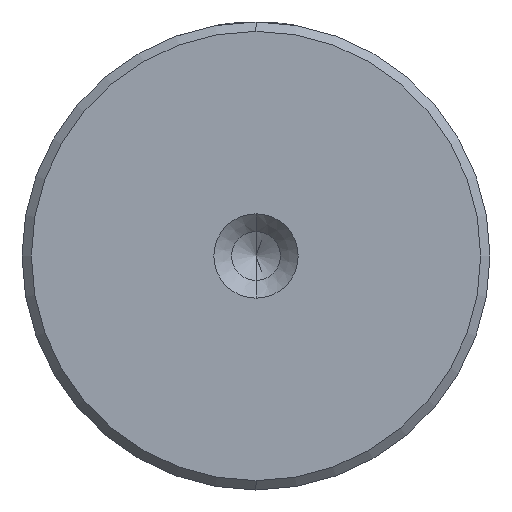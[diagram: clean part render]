
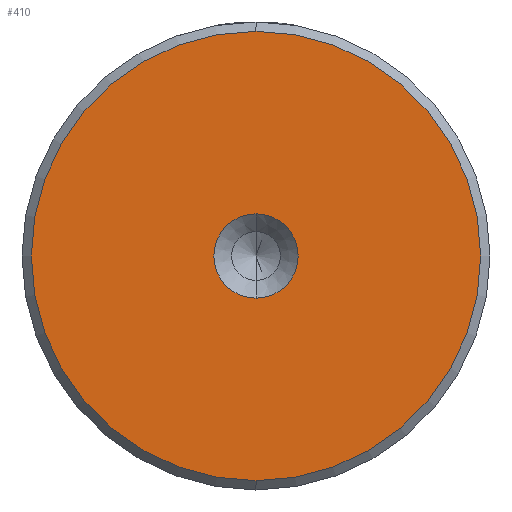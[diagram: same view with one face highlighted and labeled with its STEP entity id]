
A CAD part, left-side view. The second image highlights one B-rep face of the part: STEP entity #410.
In plain terms, the highlighted planar face has unit normal (-1, 0, 0).
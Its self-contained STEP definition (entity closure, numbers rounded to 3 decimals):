
#102 = CIRCLE ( 'NONE', #178, 2.25 ) ;
#143 = CARTESIAN_POINT ( 'NONE',  ( 0., 0., 2.25 ) ) ;
#178 = AXIS2_PLACEMENT_3D ( 'NONE', #453, #307, #294 ) ;
#231 = AXIS2_PLACEMENT_3D ( 'NONE', #2046, #2044, #1892 ) ;
#251 = EDGE_LOOP ( 'NONE', ( #1458, #1936 ) ) ;
#291 = ORIENTED_EDGE ( 'NONE', *, *, #921, .T. ) ;
#294 = DIRECTION ( 'NONE',  ( 0., 0., 1. ) ) ;
#307 = DIRECTION ( 'NONE',  ( -1., 0., 0. ) ) ;
#410 = ADVANCED_FACE ( 'NONE', ( #1003, #1273 ), #2063, .T. ) ;
#433 = DIRECTION ( 'NONE',  ( -1., 0., 0. ) ) ;
#453 = CARTESIAN_POINT ( 'NONE',  ( 0., 0., 0. ) ) ;
#488 = EDGE_CURVE ( 'NONE', #1652, #900, #102, .T. ) ;
#729 = CIRCLE ( 'NONE', #231, 2.25 ) ;
#734 = DIRECTION ( 'NONE',  ( -1., 0., 0. ) ) ;
#757 = CARTESIAN_POINT ( 'NONE',  ( 0., 0., -2.25 ) ) ;
#821 = EDGE_CURVE ( 'NONE', #900, #1652, #729, .T. ) ;
#839 = CARTESIAN_POINT ( 'NONE',  ( 0., 0., -12. ) ) ;
#900 = VERTEX_POINT ( 'NONE', #143 ) ;
#912 = AXIS2_PLACEMENT_3D ( 'NONE', #1671, #734, #1832 ) ;
#921 = EDGE_CURVE ( 'NONE', #1387, #1786, #947, .T. ) ;
#944 = EDGE_LOOP ( 'NONE', ( #291, #1187 ) ) ;
#947 = CIRCLE ( 'NONE', #1219, 12. ) ;
#985 = CARTESIAN_POINT ( 'NONE',  ( 0., 0., 12. ) ) ;
#1003 = FACE_OUTER_BOUND ( 'NONE', #944, .T. ) ;
#1187 = ORIENTED_EDGE ( 'NONE', *, *, #1542, .T. ) ;
#1219 = AXIS2_PLACEMENT_3D ( 'NONE', #1391, #433, #1540 ) ;
#1273 = FACE_BOUND ( 'NONE', #251, .T. ) ;
#1387 = VERTEX_POINT ( 'NONE', #839 ) ;
#1391 = CARTESIAN_POINT ( 'NONE',  ( 0., 0., 0. ) ) ;
#1458 = ORIENTED_EDGE ( 'NONE', *, *, #821, .F. ) ;
#1540 = DIRECTION ( 'NONE',  ( 0., 0., 1. ) ) ;
#1542 = EDGE_CURVE ( 'NONE', #1786, #1387, #1707, .T. ) ;
#1652 = VERTEX_POINT ( 'NONE', #757 ) ;
#1671 = CARTESIAN_POINT ( 'NONE',  ( 0., 0., 0. ) ) ;
#1707 = CIRCLE ( 'NONE', #912, 12. ) ;
#1786 = VERTEX_POINT ( 'NONE', #985 ) ;
#1832 = DIRECTION ( 'NONE',  ( 0., 0., 1. ) ) ;
#1886 = DIRECTION ( 'NONE',  ( 0., 0., 1. ) ) ;
#1892 = DIRECTION ( 'NONE',  ( 0., 0., 1. ) ) ;
#1893 = DIRECTION ( 'NONE',  ( -1., 0., 0. ) ) ;
#1899 = CARTESIAN_POINT ( 'NONE',  ( 0., 0., 0. ) ) ;
#1936 = ORIENTED_EDGE ( 'NONE', *, *, #488, .F. ) ;
#1949 = AXIS2_PLACEMENT_3D ( 'NONE', #1899, #1893, #1886 ) ;
#2044 = DIRECTION ( 'NONE',  ( -1., 0., 0. ) ) ;
#2046 = CARTESIAN_POINT ( 'NONE',  ( 0., 0., 0. ) ) ;
#2063 = PLANE ( 'NONE',  #1949 ) ;
